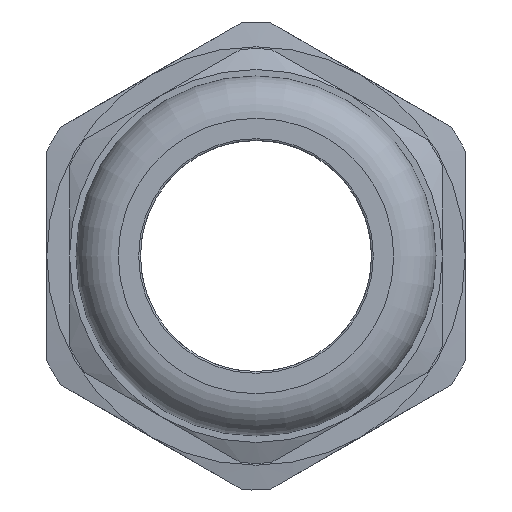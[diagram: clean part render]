
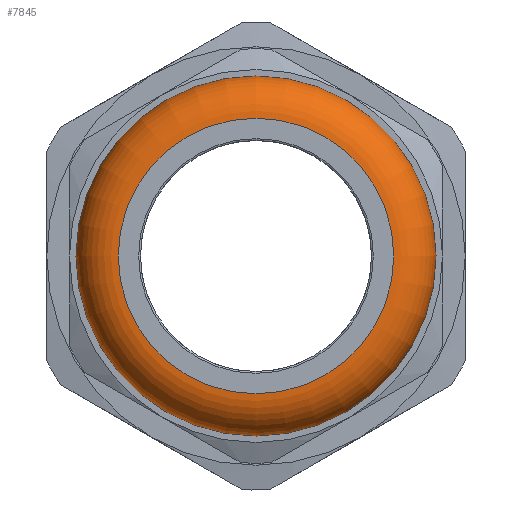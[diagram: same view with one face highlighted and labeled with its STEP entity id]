
A CAD part, left-side view. The second image highlights one B-rep face of the part: STEP entity #7845.
In plain terms, the highlighted toroidal (fillet/blend) face has major radius 15.145 mm and minor radius 4.65 mm.
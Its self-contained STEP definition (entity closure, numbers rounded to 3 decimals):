
#136=TOROIDAL_SURFACE('',#8950,15.145,4.65);
#1521=FACE_BOUND('',#2555,.T.);
#2013=FACE_OUTER_BOUND('',#2554,.T.);
#2554=EDGE_LOOP('',(#7311));
#2555=EDGE_LOOP('',(#7312));
#3128=CIRCLE('',#8897,15.145);
#3155=CIRCLE('',#8951,19.795);
#3828=VERTEX_POINT('',#19990);
#3867=VERTEX_POINT('',#20167);
#4955=EDGE_CURVE('',#3828,#3828,#3128,.T.);
#5018=EDGE_CURVE('',#3867,#3867,#3155,.T.);
#7311=ORIENTED_EDGE('',*,*,#5018,.F.);
#7312=ORIENTED_EDGE('',*,*,#4955,.T.);
#7845=ADVANCED_FACE('',(#2013,#1521),#136,.T.);
#8897=AXIS2_PLACEMENT_3D('',#19991,#11329,#11330);
#8950=AXIS2_PLACEMENT_3D('',#20166,#11447,#11448);
#8951=AXIS2_PLACEMENT_3D('',#20168,#11449,#11450);
#11329=DIRECTION('center_axis',(1.,0.,0.));
#11330=DIRECTION('ref_axis',(0.,0.,-1.));
#11447=DIRECTION('center_axis',(1.,0.,0.));
#11448=DIRECTION('ref_axis',(0.,0.,-1.));
#11449=DIRECTION('center_axis',(1.,0.,0.));
#11450=DIRECTION('ref_axis',(0.,0.,-1.));
#19990=CARTESIAN_POINT('',(-24.35,15.145,0.));
#19991=CARTESIAN_POINT('Origin',(-24.35,0.,0.));
#20166=CARTESIAN_POINT('Origin',(-19.7,0.,0.));
#20167=CARTESIAN_POINT('',(-19.7,19.795,0.));
#20168=CARTESIAN_POINT('Origin',(-19.7,0.,0.));
